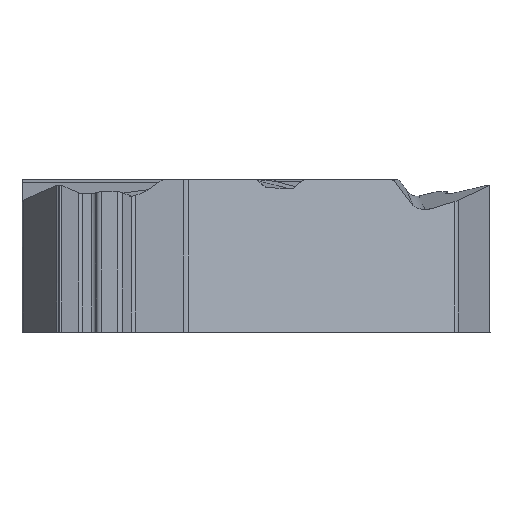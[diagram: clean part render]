
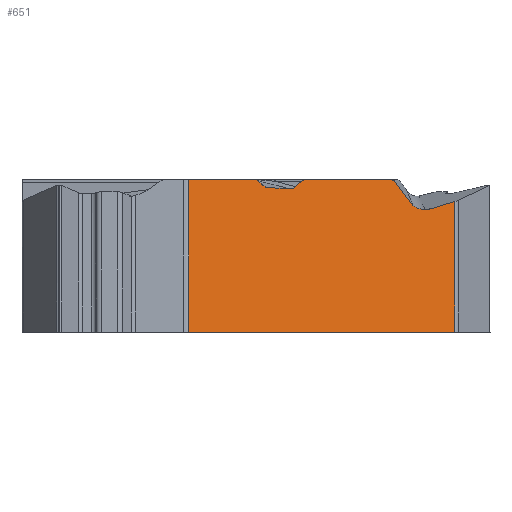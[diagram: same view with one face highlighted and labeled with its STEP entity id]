
A CAD part, front view. The second image highlights one B-rep face of the part: STEP entity #651.
In plain terms, the highlighted planar face has unit normal (0.5, -0.866, 0).
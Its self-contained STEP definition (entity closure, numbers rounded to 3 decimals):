
#63=PLANE('',#2220);
#119=FACE_OUTER_BOUND('',#827,.T.);
#228=ELLIPSE('',#2215,0.338,0.32);
#229=ELLIPSE('',#2216,0.392,0.32);
#230=ELLIPSE('',#2217,0.177,0.15);
#231=ELLIPSE('',#2218,0.167,0.15);
#232=ELLIPSE('',#2219,0.15,0.15);
#308=LINE('',#3713,#494);
#309=LINE('',#3716,#495);
#310=LINE('',#3718,#496);
#311=LINE('',#3722,#497);
#312=LINE('',#3726,#498);
#313=LINE('',#3730,#499);
#314=LINE('',#3734,#500);
#315=LINE('',#3747,#501);
#316=LINE('',#3763,#502);
#317=LINE('',#3767,#503);
#318=LINE('',#3769,#504);
#494=VECTOR('',#2537,1.);
#495=VECTOR('',#2538,1.);
#496=VECTOR('',#2539,1.);
#497=VECTOR('',#2542,1.);
#498=VECTOR('',#2545,1.);
#499=VECTOR('',#2548,1.);
#500=VECTOR('',#2551,1.);
#501=VECTOR('',#2552,1.);
#502=VECTOR('',#2553,1.);
#503=VECTOR('',#2556,1.);
#504=VECTOR('',#2557,1.);
#651=ADVANCED_FACE('',(#119),#63,.F.);
#827=EDGE_LOOP('',(#1036,#1037,#1038,#1039,#1040,#1041,#1042,#1043,#1044,
#1045,#1046,#1047,#1048,#1049,#1050,#1051,#1052,#1053));
#1036=ORIENTED_EDGE('',*,*,#1834,.F.);
#1037=ORIENTED_EDGE('',*,*,#1835,.T.);
#1038=ORIENTED_EDGE('',*,*,#1836,.T.);
#1039=ORIENTED_EDGE('',*,*,#1837,.T.);
#1040=ORIENTED_EDGE('',*,*,#1838,.F.);
#1041=ORIENTED_EDGE('',*,*,#1839,.T.);
#1042=ORIENTED_EDGE('',*,*,#1840,.T.);
#1043=ORIENTED_EDGE('',*,*,#1841,.F.);
#1044=ORIENTED_EDGE('',*,*,#1842,.F.);
#1045=ORIENTED_EDGE('',*,*,#1843,.F.);
#1046=ORIENTED_EDGE('',*,*,#1844,.T.);
#1047=ORIENTED_EDGE('',*,*,#1845,.T.);
#1048=ORIENTED_EDGE('',*,*,#1846,.T.);
#1049=ORIENTED_EDGE('',*,*,#1847,.T.);
#1050=ORIENTED_EDGE('',*,*,#1848,.T.);
#1051=ORIENTED_EDGE('',*,*,#1849,.F.);
#1052=ORIENTED_EDGE('',*,*,#1850,.F.);
#1053=ORIENTED_EDGE('',*,*,#1851,.T.);
#1616=VERTEX_POINT('',#3714);
#1617=VERTEX_POINT('',#3715);
#1618=VERTEX_POINT('',#3717);
#1619=VERTEX_POINT('',#3719);
#1620=VERTEX_POINT('',#3721);
#1621=VERTEX_POINT('',#3723);
#1622=VERTEX_POINT('',#3725);
#1623=VERTEX_POINT('',#3727);
#1624=VERTEX_POINT('',#3729);
#1625=VERTEX_POINT('',#3731);
#1626=VERTEX_POINT('',#3733);
#1627=VERTEX_POINT('',#3735);
#1628=VERTEX_POINT('',#3746);
#1629=VERTEX_POINT('',#3748);
#1630=VERTEX_POINT('',#3762);
#1631=VERTEX_POINT('',#3764);
#1632=VERTEX_POINT('',#3766);
#1633=VERTEX_POINT('',#3768);
#1834=EDGE_CURVE('',#1616,#1617,#308,.T.);
#1835=EDGE_CURVE('',#1616,#1618,#309,.T.);
#1836=EDGE_CURVE('',#1618,#1619,#310,.T.);
#1837=EDGE_CURVE('',#1619,#1620,#228,.T.);
#1838=EDGE_CURVE('',#1621,#1620,#311,.T.);
#1839=EDGE_CURVE('',#1621,#1622,#229,.T.);
#1840=EDGE_CURVE('',#1622,#1623,#312,.T.);
#1841=EDGE_CURVE('',#1624,#1623,#230,.T.);
#1842=EDGE_CURVE('',#1625,#1624,#313,.T.);
#1843=EDGE_CURVE('',#1626,#1625,#231,.T.);
#1844=EDGE_CURVE('',#1626,#1627,#314,.T.);
#1845=EDGE_CURVE('',#1627,#1628,#2125,.T.);
#1846=EDGE_CURVE('',#1628,#1629,#315,.T.);
#1847=EDGE_CURVE('',#1629,#1630,#2126,.T.);
#1848=EDGE_CURVE('',#1630,#1631,#316,.T.);
#1849=EDGE_CURVE('',#1632,#1631,#232,.T.);
#1850=EDGE_CURVE('',#1633,#1632,#317,.T.);
#1851=EDGE_CURVE('',#1633,#1617,#318,.T.);
#2125=B_SPLINE_CURVE_WITH_KNOTS('',3,(#3736,#3737,#3738,#3739,#3740,#3741,
#3742,#3743,#3744,#3745),.UNSPECIFIED.,.F.,.F.,(4,3,3,4),(0.,0.474,
0.706,1.),.UNSPECIFIED.);
#2126=B_SPLINE_CURVE_WITH_KNOTS('',3,(#3749,#3750,#3751,#3752,#3753,#3754,
#3755,#3756,#3757,#3758,#3759,#3760,#3761),.UNSPECIFIED.,.F.,.F.,(4,3,3,
3,4),(0.,0.25,0.499,0.746,1.),
 .UNSPECIFIED.);
#2215=AXIS2_PLACEMENT_3D('',#3720,#2540,#2541);
#2216=AXIS2_PLACEMENT_3D('',#3724,#2543,#2544);
#2217=AXIS2_PLACEMENT_3D('',#3728,#2546,#2547);
#2218=AXIS2_PLACEMENT_3D('',#3732,#2549,#2550);
#2219=AXIS2_PLACEMENT_3D('',#3765,#2554,#2555);
#2220=AXIS2_PLACEMENT_3D('',#3770,#2558,#2559);
#2537=DIRECTION('',(-0.866,-0.5,0.));
#2538=DIRECTION('',(0.,0.,1.));
#2539=DIRECTION('',(-0.837,-0.483,-0.259));
#2540=DIRECTION('',(-0.5,0.866,0.));
#2541=DIRECTION('',(-0.837,-0.483,-0.259));
#2542=DIRECTION('',(0.866,0.5,0.));
#2543=DIRECTION('',(-0.5,0.866,0.));
#2544=DIRECTION('',(-0.859,-0.496,0.124));
#2545=DIRECTION('',(-0.563,-0.325,0.759));
#2546=DIRECTION('',(-0.5,0.866,0.));
#2547=DIRECTION('',(-0.866,-0.5,0.));
#2548=DIRECTION('',(0.866,0.5,0.));
#2549=DIRECTION('',(-0.5,0.866,0.));
#2550=DIRECTION('',(-0.866,-0.5,0.));
#2551=DIRECTION('',(-0.687,-0.397,-0.608));
#2552=DIRECTION('',(-0.865,-0.499,0.049));
#2553=DIRECTION('',(-0.656,-0.378,0.653));
#2554=DIRECTION('',(-0.5,0.866,0.));
#2555=DIRECTION('',(0.866,0.5,0.));
#2556=DIRECTION('',(0.866,0.5,0.));
#2557=DIRECTION('',(0.,0.,-1.));
#2558=DIRECTION('',(-0.5,0.866,0.));
#2559=DIRECTION('',(-0.866,-0.5,0.));
#3713=CARTESIAN_POINT('',(8.733,-0.457,-3.97));
#3714=CARTESIAN_POINT('',(6.923,-1.502,-3.97));
#3715=CARTESIAN_POINT('',(-0.267,-5.653,-3.97));
#3716=CARTESIAN_POINT('',(6.923,-1.502,0.));
#3717=CARTESIAN_POINT('',(6.923,-1.502,-0.443));
#3718=CARTESIAN_POINT('',(-3.145,-7.315,-3.559));
#3719=CARTESIAN_POINT('',(6.295,-1.865,-0.638));
#3720=CARTESIAN_POINT('',(6.223,-1.906,-0.329));
#3721=CARTESIAN_POINT('',(6.216,-1.911,-0.65));
#3722=CARTESIAN_POINT('',(-3.971,-7.792,-0.65));
#3723=CARTESIAN_POINT('',(6.036,-2.014,-0.65));
#3724=CARTESIAN_POINT('',(6.019,-2.024,-0.329));
#3725=CARTESIAN_POINT('',(5.746,-2.182,-0.505));
#3726=CARTESIAN_POINT('',(1.417,-4.681,5.33));
#3727=CARTESIAN_POINT('',(5.313,-2.432,0.078));
#3728=CARTESIAN_POINT('',(5.189,-2.503,-0.01));
#3729=CARTESIAN_POINT('',(5.189,-2.503,0.14));
#3730=CARTESIAN_POINT('',(-3.971,-7.792,0.14));
#3731=CARTESIAN_POINT('',(2.884,-3.834,0.14));
#3732=CARTESIAN_POINT('',(2.884,-3.834,-0.01));
#3733=CARTESIAN_POINT('',(2.79,-3.888,0.104));
#3734=CARTESIAN_POINT('',(-1.514,-6.373,-3.703));
#3735=CARTESIAN_POINT('',(2.626,-3.983,-0.041));
#3736=CARTESIAN_POINT('',(2.626,-3.983,-0.041));
#3737=CARTESIAN_POINT('',(2.603,-3.996,-0.061));
#3738=CARTESIAN_POINT('',(2.577,-4.011,-0.077));
#3739=CARTESIAN_POINT('',(2.55,-4.027,-0.087));
#3740=CARTESIAN_POINT('',(2.536,-4.035,-0.092));
#3741=CARTESIAN_POINT('',(2.522,-4.043,-0.096));
#3742=CARTESIAN_POINT('',(2.508,-4.051,-0.098));
#3743=CARTESIAN_POINT('',(2.49,-4.061,-0.102));
#3744=CARTESIAN_POINT('',(2.472,-4.072,-0.103));
#3745=CARTESIAN_POINT('',(2.454,-4.082,-0.102));
#3746=CARTESIAN_POINT('',(2.454,-4.082,-0.102));
#3747=CARTESIAN_POINT('',(8.714,-0.468,-0.453));
#3748=CARTESIAN_POINT('',(1.894,-4.406,-0.07));
#3749=CARTESIAN_POINT('',(1.894,-4.406,-0.07));
#3750=CARTESIAN_POINT('',(1.878,-4.415,-0.069));
#3751=CARTESIAN_POINT('',(1.863,-4.424,-0.067));
#3752=CARTESIAN_POINT('',(1.847,-4.433,-0.063));
#3753=CARTESIAN_POINT('',(1.832,-4.442,-0.059));
#3754=CARTESIAN_POINT('',(1.817,-4.45,-0.054));
#3755=CARTESIAN_POINT('',(1.802,-4.459,-0.047));
#3756=CARTESIAN_POINT('',(1.788,-4.467,-0.04));
#3757=CARTESIAN_POINT('',(1.774,-4.475,-0.032));
#3758=CARTESIAN_POINT('',(1.761,-4.483,-0.023));
#3759=CARTESIAN_POINT('',(1.747,-4.491,-0.013));
#3760=CARTESIAN_POINT('',(1.734,-4.498,-0.002));
#3761=CARTESIAN_POINT('',(1.722,-4.505,0.01));
#3762=CARTESIAN_POINT('',(1.722,-4.505,0.01));
#3763=CARTESIAN_POINT('',(5.744,-2.183,-3.999));
#3764=CARTESIAN_POINT('',(1.628,-4.559,0.104));
#3765=CARTESIAN_POINT('',(1.543,-4.608,-0.01));
#3766=CARTESIAN_POINT('',(1.543,-4.608,0.14));
#3767=CARTESIAN_POINT('',(8.733,-0.457,0.14));
#3768=CARTESIAN_POINT('',(-0.267,-5.653,0.14));
#3769=CARTESIAN_POINT('',(-0.267,-5.653,0.));
#3770=CARTESIAN_POINT('',(8.733,-0.457,0.));
